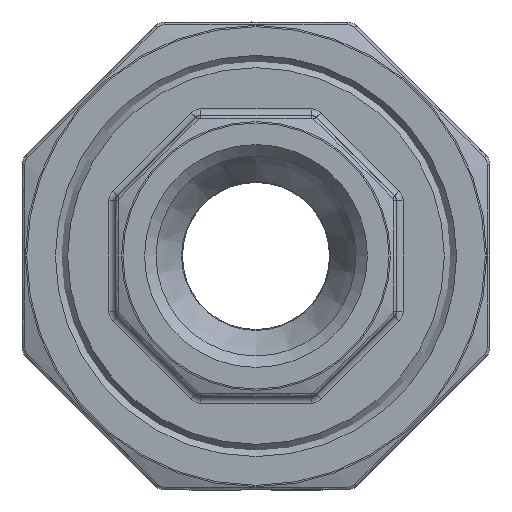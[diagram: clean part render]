
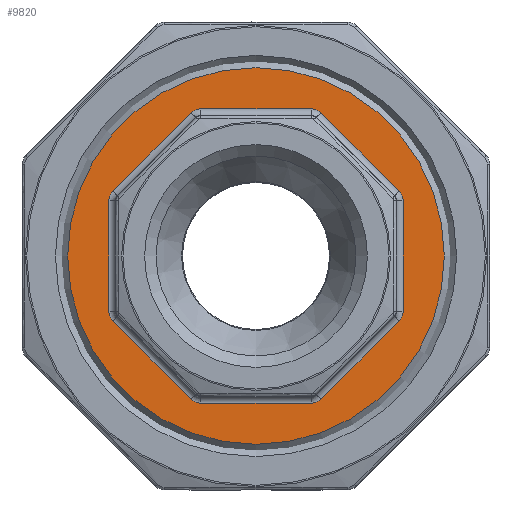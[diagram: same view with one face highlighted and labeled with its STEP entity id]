
A CAD part, left-side view. The second image highlights one B-rep face of the part: STEP entity #9820.
In plain terms, the highlighted planar face has unit normal (-1, 0, 0).
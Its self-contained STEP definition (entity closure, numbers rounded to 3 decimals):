
#552 = CIRCLE ( 'NONE', #12778, 1. ) ;
#635 = CARTESIAN_POINT ( 'NONE',  ( -9., 14.08, -11. ) ) ;
#645 = EDGE_CURVE ( 'NONE', #16119, #4023, #10356, .T. ) ;
#702 = PLANE ( 'NONE',  #6403 ) ;
#817 = DIRECTION ( 'NONE',  ( 0., -1., 0. ) ) ;
#833 = DIRECTION ( 'NONE',  ( 1., 0., 0. ) ) ;
#1107 = CARTESIAN_POINT ( 'NONE',  ( -9., 11., 0. ) ) ;
#1638 = ORIENTED_EDGE ( 'NONE', *, *, #19825, .F. ) ;
#1789 = DIRECTION ( 'NONE',  ( 0., 0.707, -0.707 ) ) ;
#2212 = VECTOR ( 'NONE', #21121, 1000. ) ;
#2235 = VERTEX_POINT ( 'NONE', #19566 ) ;
#2288 = VERTEX_POINT ( 'NONE', #17377 ) ;
#2685 = ORIENTED_EDGE ( 'NONE', *, *, #20837, .T. ) ;
#2756 = EDGE_CURVE ( 'NONE', #18089, #6615, #16096, .T. ) ;
#2887 = DIRECTION ( 'NONE',  ( -1., 0., 0. ) ) ;
#2971 = LINE ( 'NONE', #14346, #20754 ) ;
#3209 = CIRCLE ( 'NONE', #11578, 1. ) ;
#3362 = VERTEX_POINT ( 'NONE', #21635 ) ;
#3456 = LINE ( 'NONE', #8000, #17647 ) ;
#4023 = VERTEX_POINT ( 'NONE', #18790 ) ;
#4080 = ORIENTED_EDGE ( 'NONE', *, *, #6340, .T. ) ;
#4124 = EDGE_CURVE ( 'NONE', #10292, #4689, #20872, .T. ) ;
#4166 = CARTESIAN_POINT ( 'NONE',  ( -9., 4.142, 10. ) ) ;
#4689 = VERTEX_POINT ( 'NONE', #15572 ) ;
#4728 = CARTESIAN_POINT ( 'NONE',  ( -9., -4.142, 11. ) ) ;
#4752 = EDGE_CURVE ( 'NONE', #5225, #8089, #2971, .T. ) ;
#4901 = AXIS2_PLACEMENT_3D ( 'NONE', #4166, #10805, #17483 ) ;
#5225 = VERTEX_POINT ( 'NONE', #20621 ) ;
#5240 = CARTESIAN_POINT ( 'NONE',  ( -9., 10., 4.142 ) ) ;
#5462 = EDGE_CURVE ( 'NONE', #19315, #10292, #16834, .T. ) ;
#5538 = FACE_OUTER_BOUND ( 'NONE', #16218, .T. ) ;
#5557 = VECTOR ( 'NONE', #13496, 1000. ) ;
#5600 = AXIS2_PLACEMENT_3D ( 'NONE', #19664, #7636, #5913 ) ;
#5609 = CARTESIAN_POINT ( 'NONE',  ( -9., 11., 4.142 ) ) ;
#5684 = DIRECTION ( 'NONE',  ( 0., 1., 0. ) ) ;
#5704 = LINE ( 'NONE', #12693, #2212 ) ;
#5754 = FACE_BOUND ( 'NONE', #14079, .T. ) ;
#5866 = CARTESIAN_POINT ( 'NONE',  ( -9., -10., -4.142 ) ) ;
#5913 = DIRECTION ( 'NONE',  ( 0., -1., 0. ) ) ;
#5992 = CARTESIAN_POINT ( 'NONE',  ( -9., 14.08, 0. ) ) ;
#6186 = CARTESIAN_POINT ( 'NONE',  ( -9., -4.142, -10. ) ) ;
#6195 = ORIENTED_EDGE ( 'NONE', *, *, #20442, .T. ) ;
#6199 = CARTESIAN_POINT ( 'NONE',  ( -9., 0., 0. ) ) ;
#6340 = EDGE_CURVE ( 'NONE', #21213, #16119, #3209, .T. ) ;
#6392 = EDGE_CURVE ( 'NONE', #6615, #9984, #11222, .T. ) ;
#6403 = AXIS2_PLACEMENT_3D ( 'NONE', #20940, #2887, #817 ) ;
#6615 = VERTEX_POINT ( 'NONE', #5609 ) ;
#6894 = ORIENTED_EDGE ( 'NONE', *, *, #13624, .T. ) ;
#7318 = EDGE_CURVE ( 'NONE', #3362, #2288, #7716, .T. ) ;
#7484 = DIRECTION ( 'NONE',  ( 0., -1., 0. ) ) ;
#7636 = DIRECTION ( 'NONE',  ( 1., 0., 0. ) ) ;
#7716 = CIRCLE ( 'NONE', #21349, 1. ) ;
#7726 = AXIS2_PLACEMENT_3D ( 'NONE', #5240, #8693, #12122 ) ;
#7766 = DIRECTION ( 'NONE',  ( 0., 0., 1. ) ) ;
#8000 = CARTESIAN_POINT ( 'NONE',  ( -9., -0.738, -14.818 ) ) ;
#8089 = VERTEX_POINT ( 'NONE', #13329 ) ;
#8539 = VERTEX_POINT ( 'NONE', #15810 ) ;
#8693 = DIRECTION ( 'NONE',  ( 1., 0., 0. ) ) ;
#8697 = CIRCLE ( 'NONE', #5600, 1. ) ;
#8714 = ORIENTED_EDGE ( 'NONE', *, *, #16515, .T. ) ;
#9382 = DIRECTION ( 'NONE',  ( 0., -1., 0. ) ) ;
#9568 = VERTEX_POINT ( 'NONE', #20084 ) ;
#9586 = DIRECTION ( 'NONE',  ( 1., 0., 0. ) ) ;
#9820 = ADVANCED_FACE ( 'NONE', ( #5754, #5538 ), #702, .T. ) ;
#9953 = DIRECTION ( 'NONE',  ( 0., -1., 0. ) ) ;
#9984 = VERTEX_POINT ( 'NONE', #12172 ) ;
#10012 = CARTESIAN_POINT ( 'NONE',  ( -9., -0.738, 14.818 ) ) ;
#10292 = VERTEX_POINT ( 'NONE', #16708 ) ;
#10356 = LINE ( 'NONE', #10012, #13592 ) ;
#10749 = EDGE_CURVE ( 'NONE', #4689, #18089, #15879, .T. ) ;
#10798 = CARTESIAN_POINT ( 'NONE',  ( -9., 14.818, -0.738 ) ) ;
#10805 = DIRECTION ( 'NONE',  ( 1., 0., 0. ) ) ;
#11016 = ORIENTED_EDGE ( 'NONE', *, *, #12527, .T. ) ;
#11139 = AXIS2_PLACEMENT_3D ( 'NONE', #6199, #19216, #15726 ) ;
#11222 = CIRCLE ( 'NONE', #7726, 1. ) ;
#11379 = CARTESIAN_POINT ( 'NONE',  ( -9., 10., -4.142 ) ) ;
#11396 = CARTESIAN_POINT ( 'NONE',  ( -9., 11., -4.142 ) ) ;
#11578 = AXIS2_PLACEMENT_3D ( 'NONE', #21297, #9586, #19531 ) ;
#11757 = ORIENTED_EDGE ( 'NONE', *, *, #4124, .T. ) ;
#11851 = ORIENTED_EDGE ( 'NONE', *, *, #10749, .T. ) ;
#11948 = AXIS2_PLACEMENT_3D ( 'NONE', #14545, #19253, #9382 ) ;
#11952 = EDGE_CURVE ( 'NONE', #8089, #2235, #552, .T. ) ;
#12118 = VECTOR ( 'NONE', #5684, 1000. ) ;
#12122 = DIRECTION ( 'NONE',  ( 0., -1., 0. ) ) ;
#12172 = CARTESIAN_POINT ( 'NONE',  ( -9., 10.707, 4.849 ) ) ;
#12213 = CIRCLE ( 'NONE', #11139, 14.08 ) ;
#12527 = EDGE_CURVE ( 'NONE', #2235, #3362, #3456, .T. ) ;
#12693 = CARTESIAN_POINT ( 'NONE',  ( -9., 14.08, 11. ) ) ;
#12778 = AXIS2_PLACEMENT_3D ( 'NONE', #5866, #833, #7484 ) ;
#12848 = DIRECTION ( 'NONE',  ( 1., 0., 0. ) ) ;
#13016 = DIRECTION ( 'NONE',  ( 1., 0., 0. ) ) ;
#13329 = CARTESIAN_POINT ( 'NONE',  ( -9., -11., -4.142 ) ) ;
#13492 = ORIENTED_EDGE ( 'NONE', *, *, #2756, .T. ) ;
#13496 = DIRECTION ( 'NONE',  ( 0., -0.707, 0.707 ) ) ;
#13592 = VECTOR ( 'NONE', #18447, 1000. ) ;
#13624 = EDGE_CURVE ( 'NONE', #2288, #19315, #20338, .T. ) ;
#13955 = ORIENTED_EDGE ( 'NONE', *, *, #11952, .T. ) ;
#14079 = EDGE_LOOP ( 'NONE', ( #13492, #21394, #17807, #2685, #8714, #4080, #14881, #6195, #15156, #13955, #11016, #16804, #6894, #16880, #11757, #11851 ) ) ;
#14096 = VECTOR ( 'NONE', #14292, 1000. ) ;
#14248 = DIRECTION ( 'NONE',  ( 0., 0., -1. ) ) ;
#14292 = DIRECTION ( 'NONE',  ( 0., 0.707, 0.707 ) ) ;
#14346 = CARTESIAN_POINT ( 'NONE',  ( -9., -11., 0. ) ) ;
#14545 = CARTESIAN_POINT ( 'NONE',  ( -9., 4.142, -10. ) ) ;
#14795 = CARTESIAN_POINT ( 'NONE',  ( -9., 4.142, -11. ) ) ;
#14881 = ORIENTED_EDGE ( 'NONE', *, *, #645, .T. ) ;
#15156 = ORIENTED_EDGE ( 'NONE', *, *, #4752, .T. ) ;
#15556 = CARTESIAN_POINT ( 'NONE',  ( -9., 14.818, 0.738 ) ) ;
#15572 = CARTESIAN_POINT ( 'NONE',  ( -9., 10.707, -4.849 ) ) ;
#15726 = DIRECTION ( 'NONE',  ( 0., 1., 0. ) ) ;
#15810 = CARTESIAN_POINT ( 'NONE',  ( -9., 4.142, 11. ) ) ;
#15879 = CIRCLE ( 'NONE', #21475, 1. ) ;
#16039 = VERTEX_POINT ( 'NONE', #5992 ) ;
#16096 = LINE ( 'NONE', #1107, #18197 ) ;
#16119 = VERTEX_POINT ( 'NONE', #19110 ) ;
#16218 = EDGE_LOOP ( 'NONE', ( #1638 ) ) ;
#16515 = EDGE_CURVE ( 'NONE', #8539, #21213, #5704, .T. ) ;
#16708 = CARTESIAN_POINT ( 'NONE',  ( -9., 4.849, -10.707 ) ) ;
#16754 = CIRCLE ( 'NONE', #4901, 1. ) ;
#16804 = ORIENTED_EDGE ( 'NONE', *, *, #7318, .T. ) ;
#16834 = CIRCLE ( 'NONE', #11948, 1. ) ;
#16880 = ORIENTED_EDGE ( 'NONE', *, *, #5462, .T. ) ;
#17377 = CARTESIAN_POINT ( 'NONE',  ( -9., -4.142, -11. ) ) ;
#17483 = DIRECTION ( 'NONE',  ( 0., -1., 0. ) ) ;
#17647 = VECTOR ( 'NONE', #1789, 1000. ) ;
#17807 = ORIENTED_EDGE ( 'NONE', *, *, #18226, .T. ) ;
#18089 = VERTEX_POINT ( 'NONE', #11396 ) ;
#18197 = VECTOR ( 'NONE', #7766, 1000. ) ;
#18226 = EDGE_CURVE ( 'NONE', #9984, #9568, #20485, .T. ) ;
#18447 = DIRECTION ( 'NONE',  ( 0., -0.707, -0.707 ) ) ;
#18790 = CARTESIAN_POINT ( 'NONE',  ( -9., -10.707, 4.849 ) ) ;
#19110 = CARTESIAN_POINT ( 'NONE',  ( -9., -4.849, 10.707 ) ) ;
#19216 = DIRECTION ( 'NONE',  ( 1., 0., 0. ) ) ;
#19253 = DIRECTION ( 'NONE',  ( 1., 0., 0. ) ) ;
#19315 = VERTEX_POINT ( 'NONE', #14795 ) ;
#19510 = DIRECTION ( 'NONE',  ( 0., -1., 0. ) ) ;
#19531 = DIRECTION ( 'NONE',  ( 0., -1., 0. ) ) ;
#19566 = CARTESIAN_POINT ( 'NONE',  ( -9., -10.707, -4.849 ) ) ;
#19664 = CARTESIAN_POINT ( 'NONE',  ( -9., -10., 4.142 ) ) ;
#19825 = EDGE_CURVE ( 'NONE', #16039, #16039, #12213, .T. ) ;
#20084 = CARTESIAN_POINT ( 'NONE',  ( -9., 4.849, 10.707 ) ) ;
#20338 = LINE ( 'NONE', #635, #12118 ) ;
#20442 = EDGE_CURVE ( 'NONE', #4023, #5225, #8697, .T. ) ;
#20485 = LINE ( 'NONE', #15556, #5557 ) ;
#20621 = CARTESIAN_POINT ( 'NONE',  ( -9., -11., 4.142 ) ) ;
#20754 = VECTOR ( 'NONE', #14248, 1000. ) ;
#20837 = EDGE_CURVE ( 'NONE', #9568, #8539, #16754, .T. ) ;
#20872 = LINE ( 'NONE', #10798, #14096 ) ;
#20940 = CARTESIAN_POINT ( 'NONE',  ( -9., 14.08, 0. ) ) ;
#21121 = DIRECTION ( 'NONE',  ( 0., -1., 0. ) ) ;
#21213 = VERTEX_POINT ( 'NONE', #4728 ) ;
#21297 = CARTESIAN_POINT ( 'NONE',  ( -9., -4.142, 10. ) ) ;
#21349 = AXIS2_PLACEMENT_3D ( 'NONE', #6186, #12848, #19510 ) ;
#21394 = ORIENTED_EDGE ( 'NONE', *, *, #6392, .T. ) ;
#21475 = AXIS2_PLACEMENT_3D ( 'NONE', #11379, #13016, #9953 ) ;
#21635 = CARTESIAN_POINT ( 'NONE',  ( -9., -4.849, -10.707 ) ) ;
